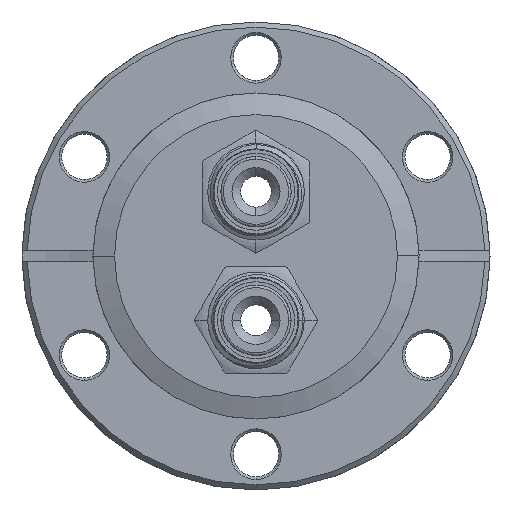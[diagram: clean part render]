
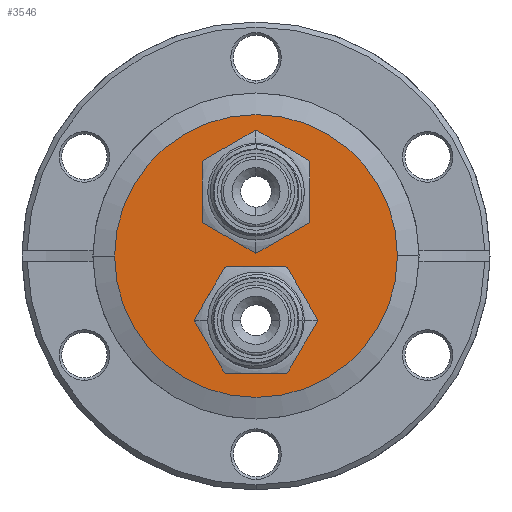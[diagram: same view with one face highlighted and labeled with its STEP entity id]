
A CAD part, left-side view. The second image highlights one B-rep face of the part: STEP entity #3546.
In plain terms, the highlighted planar face has unit normal (-1, 0, 0).
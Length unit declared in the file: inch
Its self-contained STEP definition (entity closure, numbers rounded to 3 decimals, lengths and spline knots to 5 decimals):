
#418 = AXIS2_PLACEMENT_3D ( 'NONE', #453, #447, #508 ) ;
#419 = CIRCLE ( 'NONE', #418, 0.126 ) ;
#447 = DIRECTION ( 'NONE',  ( 1., 0., 0. ) ) ;
#448 = DIRECTION ( 'NONE',  ( 0., 0., 1. ) ) ;
#449 = DIRECTION ( 'NONE',  ( 1., 0., 0. ) ) ;
#450 = CARTESIAN_POINT ( 'NONE',  ( 0.051, 0., -0.375 ) ) ;
#451 = AXIS2_PLACEMENT_3D ( 'NONE', #450, #449, #448 ) ;
#452 = CIRCLE ( 'NONE', #451, 0.126 ) ;
#453 = CARTESIAN_POINT ( 'NONE',  ( 0.051, 0., 0.375 ) ) ;
#508 = DIRECTION ( 'NONE',  ( 0., 0., 1. ) ) ;
#760 = ORIENTED_EDGE ( 'NONE', *, *, #770, .T. ) ;
#769 = EDGE_CURVE ( 'NONE', #2802, #2431, #452, .T. ) ;
#770 = EDGE_CURVE ( 'NONE', #2688, #2628, #419, .T. ) ;
#771 = ORIENTED_EDGE ( 'NONE', *, *, #2689, .T. ) ;
#2431 = VERTEX_POINT ( 'NONE', #5673 ) ;
#2628 = VERTEX_POINT ( 'NONE', #5997 ) ;
#2688 = VERTEX_POINT ( 'NONE', #3844 ) ;
#2689 = EDGE_CURVE ( 'NONE', #2628, #2688, #3850, .T. ) ;
#2802 = VERTEX_POINT ( 'NONE', #3884 ) ;
#2810 = EDGE_CURVE ( 'NONE', #2431, #2802, #3871, .T. ) ;
#2982 = EDGE_LOOP ( 'NONE', ( #3622, #3630 ) ) ;
#3144 = EDGE_CURVE ( 'NONE', #3145, #3146, #4101, .T. ) ;
#3145 = VERTEX_POINT ( 'NONE', #4522 ) ;
#3146 = VERTEX_POINT ( 'NONE', #4528 ) ;
#3332 = EDGE_CURVE ( 'NONE', #3146, #3145, #4541, .T. ) ;
#3461 = AXIS2_PLACEMENT_3D ( 'NONE', #3489, #3485, #3484 ) ;
#3484 = DIRECTION ( 'NONE',  ( 0., 0., 1. ) ) ;
#3485 = DIRECTION ( 'NONE',  ( 1., 0., 0. ) ) ;
#3489 = CARTESIAN_POINT ( 'NONE',  ( 0.051, 0., 0.375 ) ) ;
#3546 = ADVANCED_FACE ( 'NONE', ( #5476, #5475, #5474 ), #5473, .F. ) ;
#3620 = EDGE_LOOP ( 'NONE', ( #771, #760 ) ) ;
#3622 = ORIENTED_EDGE ( 'NONE', *, *, #3144, .F. ) ;
#3630 = ORIENTED_EDGE ( 'NONE', *, *, #3332, .F. ) ;
#3640 = EDGE_LOOP ( 'NONE', ( #3659, #3660 ) ) ;
#3659 = ORIENTED_EDGE ( 'NONE', *, *, #2810, .T. ) ;
#3660 = ORIENTED_EDGE ( 'NONE', *, *, #769, .T. ) ;
#3844 = CARTESIAN_POINT ( 'NONE',  ( 0.051, 0., 0.249 ) ) ;
#3850 = CIRCLE ( 'NONE', #3461, 0.126 ) ;
#3868 = DIRECTION ( 'NONE',  ( 0., 0., 1. ) ) ;
#3869 = DIRECTION ( 'NONE',  ( 1., 0., 0. ) ) ;
#3870 = AXIS2_PLACEMENT_3D ( 'NONE', #3883, #3869, #3868 ) ;
#3871 = CIRCLE ( 'NONE', #3870, 0.126 ) ;
#3883 = CARTESIAN_POINT ( 'NONE',  ( 0.051, 0., -0.375 ) ) ;
#3884 = CARTESIAN_POINT ( 'NONE',  ( 0.051, 0., -0.501 ) ) ;
#4081 = DIRECTION ( 'NONE',  ( 1., 0., 0. ) ) ;
#4082 = CARTESIAN_POINT ( 'NONE',  ( 0.051, 0., 0. ) ) ;
#4083 = AXIS2_PLACEMENT_3D ( 'NONE', #4082, #4081, #4173 ) ;
#4101 = CIRCLE ( 'NONE', #4083, 0.825 ) ;
#4173 = DIRECTION ( 'NONE',  ( 0., 0., 1. ) ) ;
#4522 = CARTESIAN_POINT ( 'NONE',  ( 0.051, 0., 0.825 ) ) ;
#4528 = CARTESIAN_POINT ( 'NONE',  ( 0.051, 0., -0.825 ) ) ;
#4536 = DIRECTION ( 'NONE',  ( 0., 0., 1. ) ) ;
#4537 = DIRECTION ( 'NONE',  ( 1., 0., 0. ) ) ;
#4540 = CARTESIAN_POINT ( 'NONE',  ( 0.051, 0., 0. ) ) ;
#4541 = CIRCLE ( 'NONE', #4552, 0.825 ) ;
#4552 = AXIS2_PLACEMENT_3D ( 'NONE', #4540, #4537, #4536 ) ;
#5472 = AXIS2_PLACEMENT_3D ( 'NONE', #5529, #5528, #5527 ) ;
#5473 = PLANE ( 'NONE',  #5472 ) ;
#5474 = FACE_BOUND ( 'NONE', #3620, .T. ) ;
#5475 = FACE_BOUND ( 'NONE', #3640, .T. ) ;
#5476 = FACE_OUTER_BOUND ( 'NONE', #2982, .T. ) ;
#5527 = DIRECTION ( 'NONE',  ( 0., 0., -1. ) ) ;
#5528 = DIRECTION ( 'NONE',  ( 1., 0., 0. ) ) ;
#5529 = CARTESIAN_POINT ( 'NONE',  ( 0.051, 0., 0. ) ) ;
#5673 = CARTESIAN_POINT ( 'NONE',  ( 0.051, 0., -0.249 ) ) ;
#5997 = CARTESIAN_POINT ( 'NONE',  ( 0.051, 0., 0.501 ) ) ;
